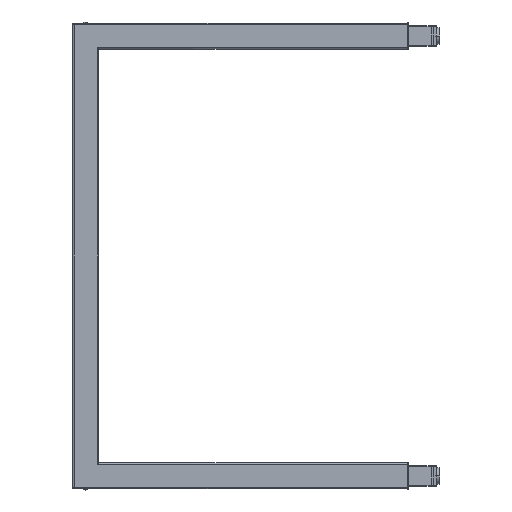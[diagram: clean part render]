
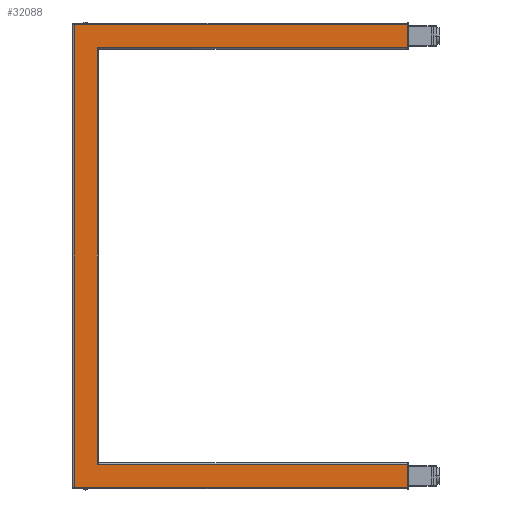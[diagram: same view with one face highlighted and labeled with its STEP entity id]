
A CAD part, left-side view. The second image highlights one B-rep face of the part: STEP entity #32088.
In plain terms, the highlighted planar face has unit normal (-1, 0, 0).
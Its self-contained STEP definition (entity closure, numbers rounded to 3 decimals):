
#1331 = VECTOR ( 'NONE', #2270, 1000. ) ;
#1986 = DIRECTION ( 'NONE',  ( 0., 0., -1. ) ) ;
#2005 = DIRECTION ( 'NONE',  ( 0., -1., 0. ) ) ;
#2270 = DIRECTION ( 'NONE',  ( 0., 0., -1. ) ) ;
#2539 = CARTESIAN_POINT ( 'NONE',  ( -497.5, 62., -400.5 ) ) ;
#3346 = DIRECTION ( 'NONE',  ( 0., 0., -1. ) ) ;
#3749 = LINE ( 'NONE', #16881, #8352 ) ;
#4224 = ORIENTED_EDGE ( 'NONE', *, *, #9292, .F. ) ;
#4776 = CARTESIAN_POINT ( 'NONE',  ( -497.5, 702., -444.5 ) ) ;
#5375 = EDGE_CURVE ( 'NONE', #15784, #38431, #37414, .T. ) ;
#7395 = ORIENTED_EDGE ( 'NONE', *, *, #33401, .F. ) ;
#8128 = CARTESIAN_POINT ( 'NONE',  ( -497.5, 62., 400.5 ) ) ;
#8352 = VECTOR ( 'NONE', #26814, 1000. ) ;
#8432 = AXIS2_PLACEMENT_3D ( 'NONE', #15114, #21151, #1986 ) ;
#8464 = ORIENTED_EDGE ( 'NONE', *, *, #37422, .T. ) ;
#8492 = VECTOR ( 'NONE', #26449, 1000. ) ;
#8910 = VECTOR ( 'NONE', #17178, 1000. ) ;
#9292 = EDGE_CURVE ( 'NONE', #31894, #38431, #20190, .T. ) ;
#10326 = CARTESIAN_POINT ( 'NONE',  ( -497.5, 62., 400.5 ) ) ;
#13203 = CARTESIAN_POINT ( 'NONE',  ( -497.5, 658., 507.855 ) ) ;
#13338 = VECTOR ( 'NONE', #23101, 1000. ) ;
#14212 = VERTEX_POINT ( 'NONE', #19252 ) ;
#14350 = VECTOR ( 'NONE', #2005, 1000. ) ;
#14580 = DIRECTION ( 'NONE',  ( 0., -1., 0. ) ) ;
#14583 = ORIENTED_EDGE ( 'NONE', *, *, #18567, .T. ) ;
#14896 = FACE_OUTER_BOUND ( 'NONE', #42294, .T. ) ;
#15114 = CARTESIAN_POINT ( 'NONE',  ( -497.5, 705., 400.5 ) ) ;
#15784 = VERTEX_POINT ( 'NONE', #10326 ) ;
#16485 = LINE ( 'NONE', #26613, #17941 ) ;
#16881 = CARTESIAN_POINT ( 'NONE',  ( -497.5, 705., -400.5 ) ) ;
#17178 = DIRECTION ( 'NONE',  ( 0., 0., 1. ) ) ;
#17524 = CARTESIAN_POINT ( 'NONE',  ( -497.5, 658., -400.5 ) ) ;
#17588 = CARTESIAN_POINT ( 'NONE',  ( -497.5, 705., -444.5 ) ) ;
#17941 = VECTOR ( 'NONE', #3346, 1000. ) ;
#17951 = ORIENTED_EDGE ( 'NONE', *, *, #39301, .F. ) ;
#18567 = EDGE_CURVE ( 'NONE', #31894, #41039, #22284, .T. ) ;
#19252 = CARTESIAN_POINT ( 'NONE',  ( -497.5, 62., -444.5 ) ) ;
#20190 = LINE ( 'NONE', #32701, #8492 ) ;
#21151 = DIRECTION ( 'NONE',  ( 1., 0., 0. ) ) ;
#21392 = CARTESIAN_POINT ( 'NONE',  ( -497.5, 705., 400.5 ) ) ;
#21752 = EDGE_CURVE ( 'NONE', #41039, #14212, #37213, .T. ) ;
#22284 = LINE ( 'NONE', #31805, #1331 ) ;
#23101 = DIRECTION ( 'NONE',  ( 0., 0., -1. ) ) ;
#23796 = ORIENTED_EDGE ( 'NONE', *, *, #21752, .T. ) ;
#25365 = EDGE_CURVE ( 'NONE', #28034, #14212, #16485, .T. ) ;
#26449 = DIRECTION ( 'NONE',  ( 0., -1., 0. ) ) ;
#26613 = CARTESIAN_POINT ( 'NONE',  ( -497.5, 62., -400.5 ) ) ;
#26771 = LINE ( 'NONE', #13203, #13338 ) ;
#26814 = DIRECTION ( 'NONE',  ( 0., -1., 0. ) ) ;
#28034 = VERTEX_POINT ( 'NONE', #2539 ) ;
#29070 = VECTOR ( 'NONE', #14580, 1000. ) ;
#29876 = CARTESIAN_POINT ( 'NONE',  ( -497.5, 702., 444.5 ) ) ;
#31805 = CARTESIAN_POINT ( 'NONE',  ( -497.5, 702., 507.855 ) ) ;
#31894 = VERTEX_POINT ( 'NONE', #29876 ) ;
#32088 = ADVANCED_FACE ( 'NONE', ( #14896 ), #34536, .F. ) ;
#32272 = CARTESIAN_POINT ( 'NONE',  ( -497.5, 62., 444.5 ) ) ;
#32701 = CARTESIAN_POINT ( 'NONE',  ( -497.5, 705., 444.5 ) ) ;
#33401 = EDGE_CURVE ( 'NONE', #38917, #39323, #26771, .T. ) ;
#33941 = ORIENTED_EDGE ( 'NONE', *, *, #25365, .F. ) ;
#34536 = PLANE ( 'NONE',  #8432 ) ;
#37213 = LINE ( 'NONE', #17588, #29070 ) ;
#37414 = LINE ( 'NONE', #8128, #8910 ) ;
#37422 = EDGE_CURVE ( 'NONE', #38917, #15784, #41632, .T. ) ;
#38431 = VERTEX_POINT ( 'NONE', #32272 ) ;
#38917 = VERTEX_POINT ( 'NONE', #40300 ) ;
#39301 = EDGE_CURVE ( 'NONE', #39323, #28034, #3749, .T. ) ;
#39323 = VERTEX_POINT ( 'NONE', #17524 ) ;
#40300 = CARTESIAN_POINT ( 'NONE',  ( -497.5, 658., 400.5 ) ) ;
#40449 = ORIENTED_EDGE ( 'NONE', *, *, #5375, .T. ) ;
#41039 = VERTEX_POINT ( 'NONE', #4776 ) ;
#41632 = LINE ( 'NONE', #21392, #14350 ) ;
#42294 = EDGE_LOOP ( 'NONE', ( #4224, #14583, #23796, #33941, #17951, #7395, #8464, #40449 ) ) ;
